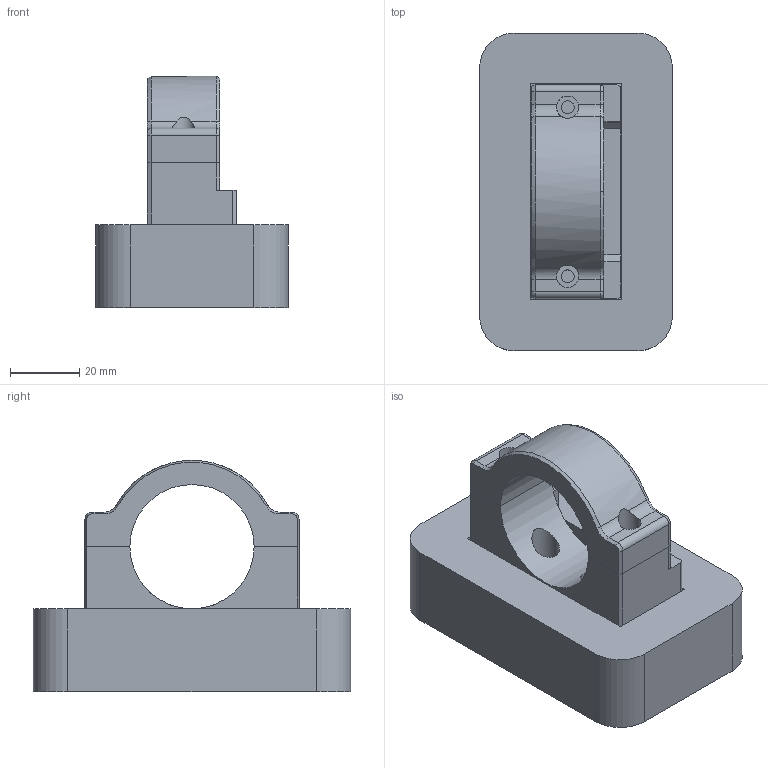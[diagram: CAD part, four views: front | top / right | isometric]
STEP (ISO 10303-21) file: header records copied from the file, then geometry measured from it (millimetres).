
FILE_DESCRIPTION (( 'STEP AP214' ), '1' );
FILE_NAME ('401 Bondtech QR Frame Mount.STEP', '2021-03-17T20:31:33', ( '' ), ( '' ), 'SwSTEP 2.0', 'SolidWorks 2019', '' );
FILE_SCHEMA (( 'AUTOMOTIVE_DESIGN' ));
Length unit declared in the file: millimetre
Products named in the file (1): 401 Bondtech QR Frame Mount
Bounding box: 55.85 x 92 x 67 mm (x, y, z)
Volume: 131749.6 mm3; surface area: 32703.9 mm2
Topology: 3 solids, 3 shells, 107 faces, 268 edges, 172 vertices
Faces by surface type: plane 58, cylinder 34, cone 15
Entity records: 3442 total; most frequent: CARTESIAN_POINT 770, DIRECTION 544, ORIENTED_EDGE 536, EDGE_CURVE 268, AXIS2_PLACEMENT_3D 182, VECTOR 180, LINE 180, VERTEX_POINT 172
